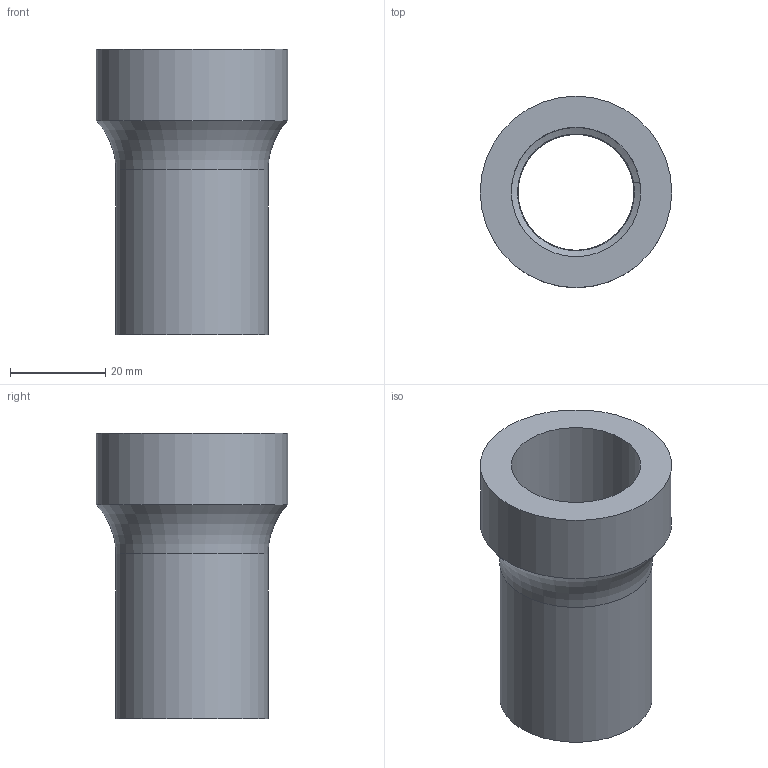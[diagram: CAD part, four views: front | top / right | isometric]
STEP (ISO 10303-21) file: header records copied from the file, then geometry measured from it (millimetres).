
FILE_DESCRIPTION(('STEP AP203'), '1');
FILE_NAME('Ðåçüáà Ï', '2025-09-07T15:49:50', ('SEVER'), (''), 'C3D Converter', 'C3D Toolkit', '');
FILE_SCHEMA(('CONFIG_CONTROL_DESIGN'));
Length unit declared in the file: millimetre
Bounding box: 40.25 x 40.25 x 60 mm (x, y, z)
Volume: 23224.2 mm3; surface area: 17481.1 mm2
Topology: 2 solids, 2 shells, 13 faces, 25 edges, 16 vertices
Faces by surface type: plane 5, bspline 4, cylinder 3, torus 1
Full cylindrical faces by diameter (mm): 27.2 x1, 32 x1, 40.25 x1
Entity records: 9950 total; most frequent: CARTESIAN_POINT 9667, DIRECTION 42, ORIENTED_EDGE 42, EDGE_CURVE 21, EDGE_LOOP 19, AXIS2_PLACEMENT_3D 18, VERTEX_POINT 16, ADVANCED_FACE 13
